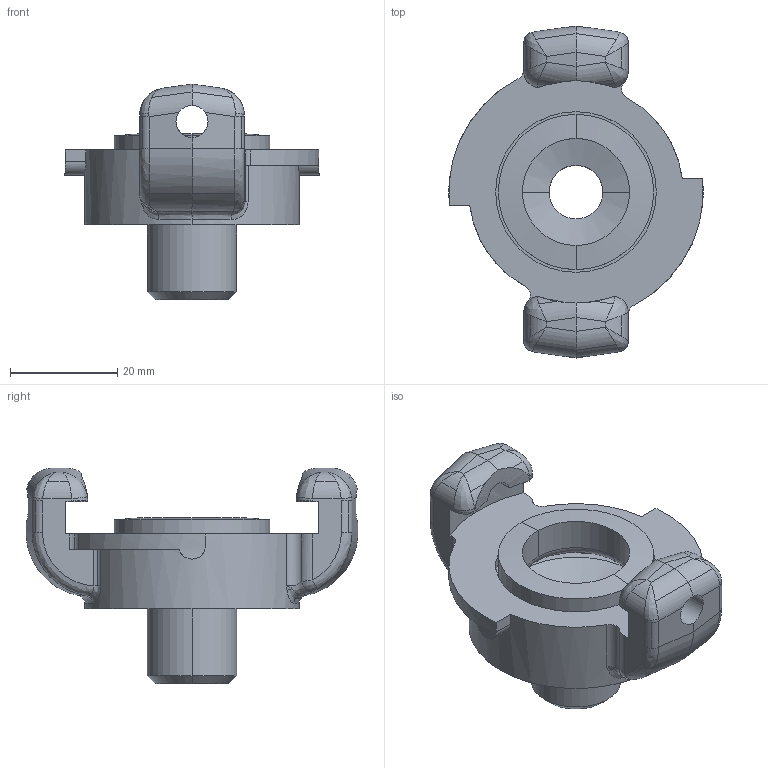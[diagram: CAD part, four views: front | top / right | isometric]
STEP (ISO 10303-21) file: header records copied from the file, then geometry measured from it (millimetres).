
FILE_DESCRIPTION (( 'STEP AP214' ), '1' );
FILE_NAME ('ACK38A.STEP', '2021-08-05T11:58:02', ( '' ), ( '' ), 'SwSTEP 2.0', 'SolidWorks 2021', '' );
FILE_SCHEMA (( 'AUTOMOTIVE_DESIGN' ));
Length unit declared in the file: millimetre
Products named in the file (1): ACK38A
Bounding box: 47.5 x 62 x 40.28 mm (x, y, z)
Volume: 22744.5 mm3; surface area: 12502.3 mm2
Topology: 2 solids, 2 shells, 171 faces, 448 edges, 270 vertices
Faces by surface type: cylinder 91, bspline 34, plane 32, cone 10, torus 4
Entity records: 6923 total; most frequent: CARTESIAN_POINT 3148, ORIENTED_EDGE 876, DIRECTION 625, EDGE_CURVE 438, VERTEX_POINT 270, AXIS2_PLACEMENT_3D 232, EDGE_LOOP 178, FACE_OUTER_BOUND 171
